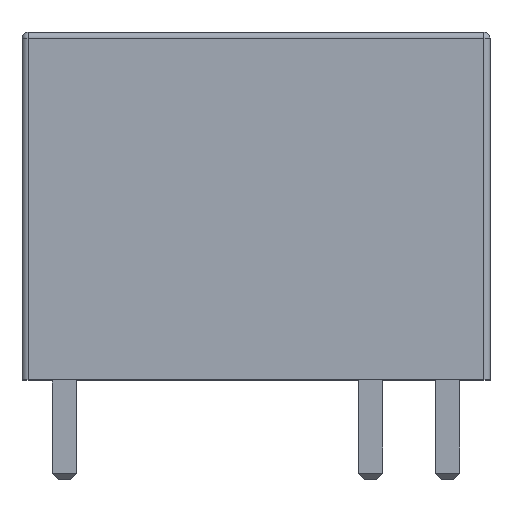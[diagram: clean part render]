
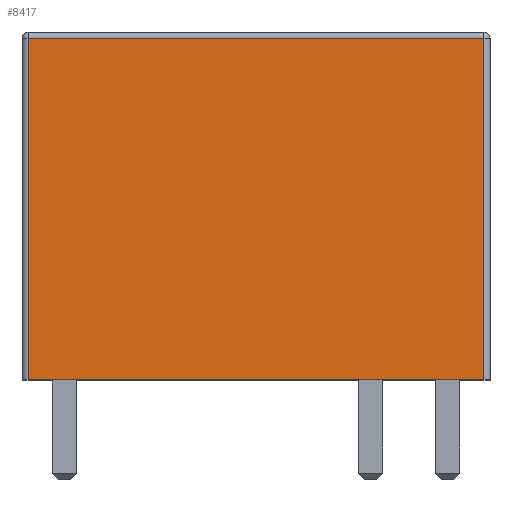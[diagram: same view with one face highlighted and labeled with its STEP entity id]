
A CAD part, top view. The second image highlights one B-rep face of the part: STEP entity #8417.
In plain terms, the highlighted planar face has unit normal (0, 0, 1).
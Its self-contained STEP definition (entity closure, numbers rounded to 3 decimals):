
#383 = DIRECTION ( 'NONE',  ( 0., 0., -1. ) ) ;
#1069 = VERTEX_POINT ( 'NONE', #10866 ) ;
#1408 = DIRECTION ( 'NONE',  ( 0., 1., 0. ) ) ;
#1502 = AXIS2_PLACEMENT_3D ( 'NONE', #5572, #383, #6449 ) ;
#1913 = CARTESIAN_POINT ( 'NONE',  ( 13.902, 11.3, 9.376 ) ) ;
#2434 = VERTEX_POINT ( 'NONE', #4525 ) ;
#2725 = EDGE_LOOP ( 'NONE', ( #11257, #2743, #3293, #3710 ) ) ;
#2743 = ORIENTED_EDGE ( 'NONE', *, *, #4340, .T. ) ;
#2937 = DIRECTION ( 'NONE',  ( 0., -1., 0. ) ) ;
#3018 = FACE_OUTER_BOUND ( 'NONE', #2725, .T. ) ;
#3293 = ORIENTED_EDGE ( 'NONE', *, *, #6812, .T. ) ;
#3710 = ORIENTED_EDGE ( 'NONE', *, *, #4638, .T. ) ;
#4070 = LINE ( 'NONE', #4835, #8395 ) ;
#4340 = EDGE_CURVE ( 'NONE', #1069, #4467, #9221, .T. ) ;
#4467 = VERTEX_POINT ( 'NONE', #10821 ) ;
#4525 = CARTESIAN_POINT ( 'NONE',  ( 13.902, 0., 9.376 ) ) ;
#4638 = EDGE_CURVE ( 'NONE', #2434, #4890, #4070, .T. ) ;
#4835 = CARTESIAN_POINT ( 'NONE',  ( 13.902, 11.5, 9.376 ) ) ;
#4890 = VERTEX_POINT ( 'NONE', #1913 ) ;
#4964 = LINE ( 'NONE', #8025, #7235 ) ;
#5101 = LINE ( 'NONE', #8632, #7921 ) ;
#5572 = CARTESIAN_POINT ( 'NONE',  ( -1.402, 11.5, 9.376 ) ) ;
#6356 = CARTESIAN_POINT ( 'NONE',  ( -1.202, 11.5, 9.376 ) ) ;
#6449 = DIRECTION ( 'NONE',  ( -1., 0., 0. ) ) ;
#6512 = EDGE_CURVE ( 'NONE', #4890, #1069, #5101, .T. ) ;
#6812 = EDGE_CURVE ( 'NONE', #4467, #2434, #4964, .T. ) ;
#6895 = VECTOR ( 'NONE', #2937, 1000. ) ;
#7235 = VECTOR ( 'NONE', #8901, 1000. ) ;
#7690 = DIRECTION ( 'NONE',  ( -1., 0., 0. ) ) ;
#7921 = VECTOR ( 'NONE', #7690, 1000. ) ;
#8025 = CARTESIAN_POINT ( 'NONE',  ( -1.402, 0., 9.376 ) ) ;
#8395 = VECTOR ( 'NONE', #1408, 1000. ) ;
#8417 = ADVANCED_FACE ( 'NONE', ( #3018 ), #9848, .F. ) ;
#8632 = CARTESIAN_POINT ( 'NONE',  ( -1.402, 11.3, 9.376 ) ) ;
#8901 = DIRECTION ( 'NONE',  ( 1., 0., 0. ) ) ;
#9221 = LINE ( 'NONE', #6356, #6895 ) ;
#9848 = PLANE ( 'NONE',  #1502 ) ;
#10821 = CARTESIAN_POINT ( 'NONE',  ( -1.202, 0., 9.376 ) ) ;
#10866 = CARTESIAN_POINT ( 'NONE',  ( -1.202, 11.3, 9.376 ) ) ;
#11257 = ORIENTED_EDGE ( 'NONE', *, *, #6512, .T. ) ;
